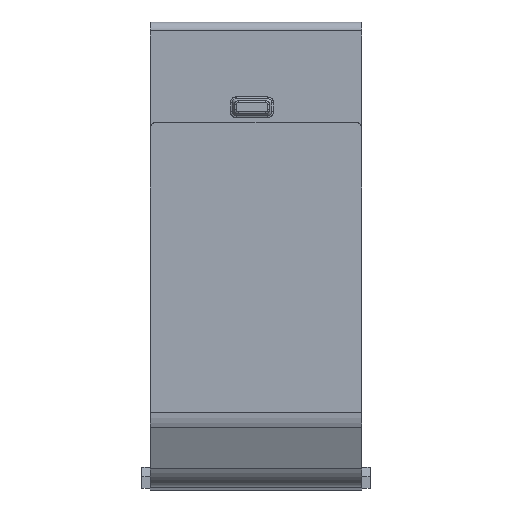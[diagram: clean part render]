
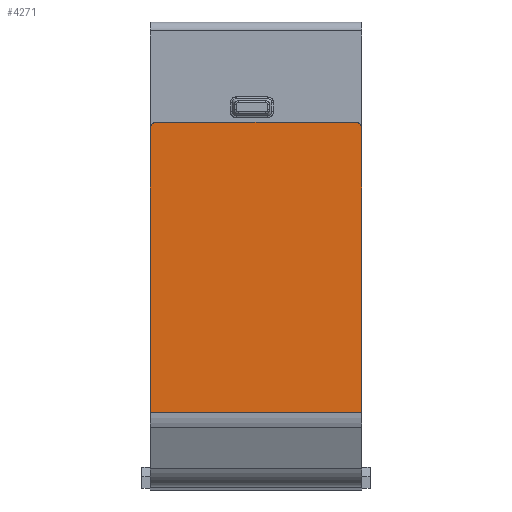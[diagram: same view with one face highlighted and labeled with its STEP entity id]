
A CAD part, top view. The second image highlights one B-rep face of the part: STEP entity #4271.
In plain terms, the highlighted planar face has unit normal (0, 0, 1).
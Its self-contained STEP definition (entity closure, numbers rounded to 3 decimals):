
#2129=DIRECTION('',(0.,1.,0.));
#2130=VECTOR('',#2129,31.753);
#2131=CARTESIAN_POINT('',(0.95,8.597,12.9));
#2132=LINE('',#2131,#2130);
#2175=CARTESIAN_POINT('',(23.9,40.35,12.9));
#2176=DIRECTION('',(0.,0.,1.));
#2177=DIRECTION('',(1.,0.,0.));
#2178=AXIS2_PLACEMENT_3D('',#2175,#2176,#2177);
#2180=DIRECTION('',(0.,1.,0.));
#2181=VECTOR('',#2180,31.753);
#2182=CARTESIAN_POINT('',(24.5,8.597,12.9));
#2183=LINE('',#2182,#2181);
#2184=DIRECTION('',(1.,0.,0.));
#2185=VECTOR('',#2184,23.55);
#2186=CARTESIAN_POINT('',(0.95,8.597,12.9));
#2187=LINE('',#2186,#2185);
#2188=CARTESIAN_POINT('',(1.55,40.35,12.9));
#2189=DIRECTION('',(0.,0.,1.));
#2190=DIRECTION('',(0.,1.,0.));
#2191=AXIS2_PLACEMENT_3D('',#2188,#2189,#2190);
#2193=DIRECTION('',(1.,0.,0.));
#2194=VECTOR('',#2193,22.35);
#2195=CARTESIAN_POINT('',(1.55,40.95,12.9));
#2196=LINE('',#2195,#2194);
#3381=CARTESIAN_POINT('',(24.5,8.597,12.9));
#3383=VERTEX_POINT('',#3381);
#3387=CARTESIAN_POINT('',(0.95,8.597,12.9));
#3388=VERTEX_POINT('',#3387);
#3681=CARTESIAN_POINT('',(24.5,40.35,12.9));
#3682=CARTESIAN_POINT('',(23.9,40.95,12.9));
#3683=VERTEX_POINT('',#3681);
#3684=VERTEX_POINT('',#3682);
#3689=CARTESIAN_POINT('',(1.55,40.95,12.9));
#3691=VERTEX_POINT('',#3689);
#3693=CARTESIAN_POINT('',(0.95,40.35,12.9));
#3694=VERTEX_POINT('',#3693);
#4255=CARTESIAN_POINT('',(0.,0.,12.9));
#4256=DIRECTION('',(0.,0.,1.));
#4257=DIRECTION('',(1.,0.,0.));
#4258=AXIS2_PLACEMENT_3D('',#4255,#4256,#4257);
#4259=PLANE('',#4258);
#4261=ORIENTED_EDGE('',*,*,#4260,.F.);
#4262=ORIENTED_EDGE('',*,*,#3970,.F.);
#4263=ORIENTED_EDGE('',*,*,#4250,.F.);
#4264=ORIENTED_EDGE('',*,*,#4179,.T.);
#4266=ORIENTED_EDGE('',*,*,#4265,.F.);
#4268=ORIENTED_EDGE('',*,*,#4267,.T.);
#4269=EDGE_LOOP('',(#4261,#4262,#4263,#4264,#4266,#4268));
#4270=FACE_OUTER_BOUND('',#4269,.F.);
#4271=ADVANCED_FACE('',(#4270),#4259,.T.);
#2179=CIRCLE('',#2178,0.6);
#2192=CIRCLE('',#2191,0.6);
#3970=EDGE_CURVE('',#3383,#3683,#2183,.T.);
#4179=EDGE_CURVE('',#3388,#3694,#2132,.T.);
#4250=EDGE_CURVE('',#3388,#3383,#2187,.T.);
#4260=EDGE_CURVE('',#3683,#3684,#2179,.T.);
#4265=EDGE_CURVE('',#3691,#3694,#2192,.T.);
#4267=EDGE_CURVE('',#3691,#3684,#2196,.T.);
